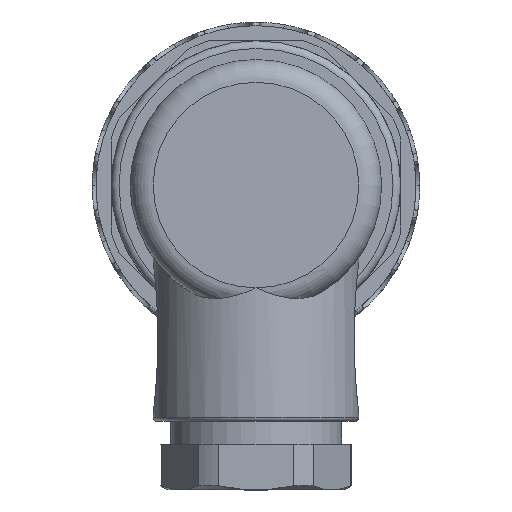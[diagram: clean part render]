
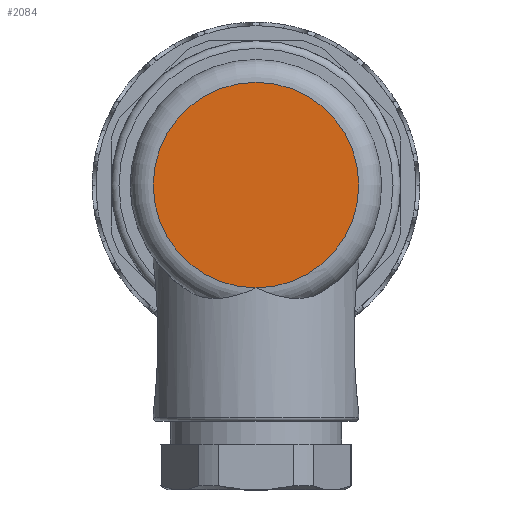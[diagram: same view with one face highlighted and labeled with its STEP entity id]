
A CAD part, top view. The second image highlights one B-rep face of the part: STEP entity #2084.
In plain terms, the highlighted planar face has unit normal (0, 0, 1).
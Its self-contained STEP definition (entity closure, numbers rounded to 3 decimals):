
#194=FACE_OUTER_BOUND('',#4206,.T.);
#2084=ADVANCED_FACE('',(#194),#3219,.T.);
#3219=PLANE('',#20945);
#4206=EDGE_LOOP('',(#6425,#6426));
#5545=CIRCLE('',#20943,13.5);
#5546=CIRCLE('',#20944,13.5);
#6425=ORIENTED_EDGE('',*,*,#14359,.T.);
#6426=ORIENTED_EDGE('',*,*,#14360,.T.);
#12361=VERTEX_POINT('',#28747);
#12365=VERTEX_POINT('',#28797);
#14359=EDGE_CURVE('',#12365,#12361,#5545,.T.);
#14360=EDGE_CURVE('',#12361,#12365,#5546,.T.);
#20943=AXIS2_PLACEMENT_3D('',#28796,#22892,#22893);
#20944=AXIS2_PLACEMENT_3D('',#28798,#22894,#22895);
#20945=AXIS2_PLACEMENT_3D('',#28799,#22896,#22897);
#22892=DIRECTION('',(0.,0.,1.));
#22893=DIRECTION('',(0.,1.,0.));
#22894=DIRECTION('',(0.,0.,1.));
#22895=DIRECTION('',(0.,-1.,0.));
#22896=DIRECTION('',(0.,0.,1.));
#22897=DIRECTION('',(0.,-1.,0.));
#28747=CARTESIAN_POINT('',(0.,-13.5,83.));
#28796=CARTESIAN_POINT('',(0.,0.,83.));
#28797=CARTESIAN_POINT('',(0.,13.5,83.));
#28798=CARTESIAN_POINT('',(0.,0.,83.));
#28799=CARTESIAN_POINT('',(14.85,-14.85,83.));
